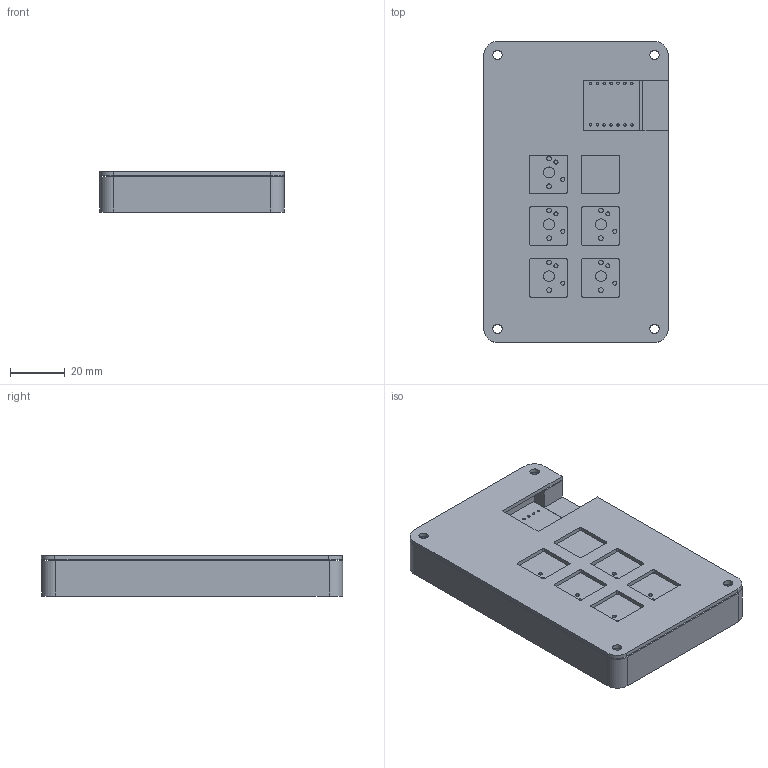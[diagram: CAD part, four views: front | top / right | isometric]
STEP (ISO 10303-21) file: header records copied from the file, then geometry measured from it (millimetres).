
FILE_DESCRIPTION(/* description */ ('','CAx-IF Rec.Pracs.---Representation and Presentation of Product Manufacturing Information (PMI)---4.0---2014-10-13'),/* implementation_level */ '2;1');
FILE_NAME(/* name */ 'Keyboard v3.step',/* time_stamp */ '2025-05-21T15:28:14+09:00',/* author */ (''),/* organization */ (''),/* preprocessor_version */ 'ST-DEVELOPER v20',/* originating_system */ 'Autodesk Translation Framework v13.20.0.188',/* authorisation */ '');
FILE_SCHEMA (('AP242_MANAGED_MODEL_BASED_3D_ENGINEERING_MIM_LF { 1 0 10303 442 1 1 4 }'));
Length unit declared in the file: millimetre
Products named in the file (5): Keyboard; Keeyboard al1k's; Keyboard 1; Keyboard_PCB; Keyboard_Top
Assembly tree (3 placements, depth 3):
  Keyboard
  Keeyboard al1k's
    Keyboard 1
      Keyboard_PCB
    Keyboard_Top
Bounding box: 67.63 x 110.58 x 14.75 mm (x, y, z)
Volume: 65160.5 mm3; surface area: 44299.1 mm2
Topology: 3 solids, 3 shells, 600 faces, 1668 edges, 1112 vertices
Faces by surface type: bspline 273, plane 244, cylinder 83
Full cylindrical faces by diameter (mm): 0.889 x14, 1.5 x10, 1.7 x10, 3.4 x8, 4 x5, 6 x4
Entity records: 22033 total; most frequent: CARTESIAN_POINT 8030, ORIENTED_EDGE 3336, DIRECTION 1960, EDGE_CURVE 1668, VERTEX_POINT 1112, LINE 956, VECTOR 956, EDGE_LOOP 744
